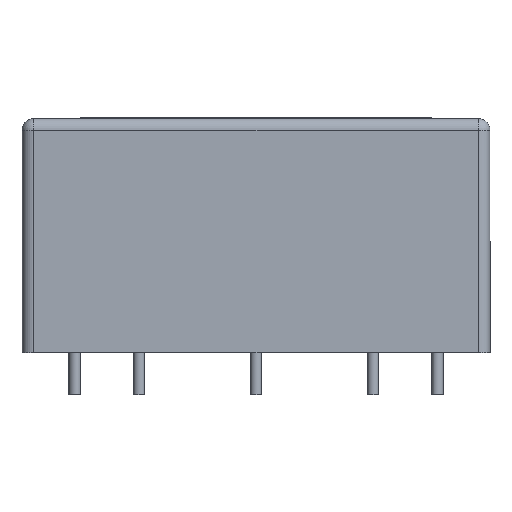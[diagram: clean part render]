
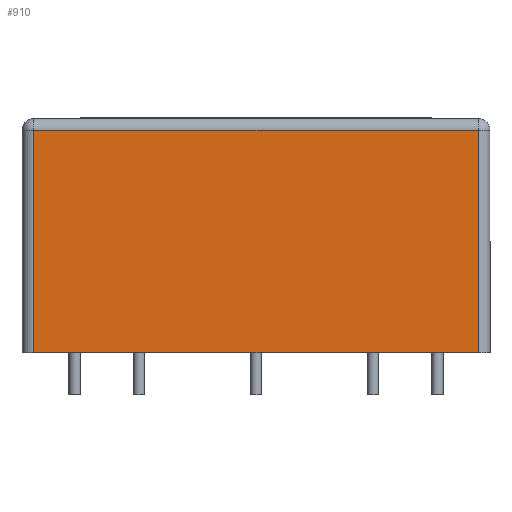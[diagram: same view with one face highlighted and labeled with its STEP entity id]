
A CAD part, left-side view. The second image highlights one B-rep face of the part: STEP entity #910.
In plain terms, the highlighted planar face has unit normal (-1, 0, 0).
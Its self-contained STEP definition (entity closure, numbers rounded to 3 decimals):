
#536=CARTESIAN_POINT('',(-25.0,19.,19.0));
#537=VERTEX_POINT('',#536);
#580=CARTESIAN_POINT('',(-25.,-19.,19.0));
#581=VERTEX_POINT('',#580);
#605=CARTESIAN_POINT('',(-25.0,19.,19.0));
#606=DIRECTION('',(0.0,-1.0,0.0));
#607=VECTOR('',#606,38.0);
#608=LINE('',#605,#607);
#609=EDGE_CURVE('',#537,#581,#608,.T.);
#626=CARTESIAN_POINT('',(-25.,-19.,0.0));
#627=VERTEX_POINT('',#626);
#644=CARTESIAN_POINT('',(-25.,-19.,19.0));
#645=DIRECTION('',(0.0,0.0,-1.0));
#646=VECTOR('',#645,19.0);
#647=LINE('',#644,#646);
#648=EDGE_CURVE('',#581,#627,#647,.T.);
#682=CARTESIAN_POINT('',(-25.0,19.,0.0));
#683=VERTEX_POINT('',#682);
#691=CARTESIAN_POINT('',(-25.0,19.,0.0));
#692=DIRECTION('',(0.0,0.0,1.0));
#693=VECTOR('',#692,19.0);
#694=LINE('',#691,#693);
#695=EDGE_CURVE('',#683,#537,#694,.T.);
#866=CARTESIAN_POINT('',(-25.0,19.,0.0));
#867=DIRECTION('',(0.0,-1.0,0.0));
#868=VECTOR('',#867,38.0);
#869=LINE('',#866,#868);
#870=EDGE_CURVE('',#683,#627,#869,.T.);
#899=CARTESIAN_POINT('',(-25.,-20.,0.0));
#900=DIRECTION('',(-1.0,0.0,0.0));
#901=DIRECTION('',(0.0,0.0,-1.0));
#902=AXIS2_PLACEMENT_3D('',#899,#900,#901);
#903=PLANE('',#902);
#904=ORIENTED_EDGE('',*,*,#695,.F.);
#905=ORIENTED_EDGE('',*,*,#870,.T.);
#906=ORIENTED_EDGE('',*,*,#648,.F.);
#907=ORIENTED_EDGE('',*,*,#609,.F.);
#908=EDGE_LOOP('',(#904,#905,#906,#907));
#909=FACE_OUTER_BOUND('',#908,.T.);
#910=ADVANCED_FACE('',(#909),#903,.T.);
